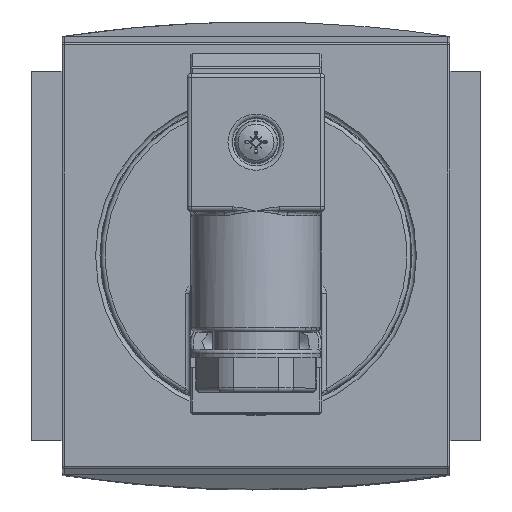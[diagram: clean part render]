
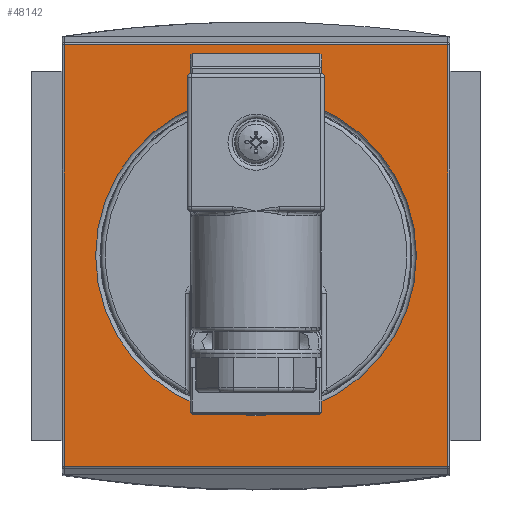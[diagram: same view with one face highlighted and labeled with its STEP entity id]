
A CAD part, top view. The second image highlights one B-rep face of the part: STEP entity #48142.
In plain terms, the highlighted planar face has unit normal (0, 0, 1).
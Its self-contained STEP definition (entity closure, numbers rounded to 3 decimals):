
#47946=CARTESIAN_POINT('',(-22.25,-24.458,34.));
#47947=VERTEX_POINT('',#47946);
#47955=CARTESIAN_POINT('',(-22.25,24.431,34.));
#47956=VERTEX_POINT('',#47955);
#47957=CARTESIAN_POINT('',(-22.25,-24.458,34.));
#47958=DIRECTION('',(0.0,1.0,0.0));
#47959=VECTOR('',#47958,48.889);
#47960=LINE('',#47957,#47959);
#47961=EDGE_CURVE('',#47947,#47956,#47960,.T.);
#48089=CARTESIAN_POINT('',(22.25,24.431,34.0));
#48090=VERTEX_POINT('',#48089);
#48091=CARTESIAN_POINT('',(-22.25,24.431,34.));
#48092=DIRECTION('',(1.0,0.0,0.0));
#48093=VECTOR('',#48092,44.5);
#48094=LINE('',#48091,#48093);
#48095=EDGE_CURVE('',#47956,#48090,#48094,.T.);
#48108=CARTESIAN_POINT('',(0.,0.,34.0));
#48109=DIRECTION('',(0.0,0.0,-1.0));
#48110=DIRECTION('',(0.0,1.0,0.0));
#48111=AXIS2_PLACEMENT_3D('',#48108,#48109,#48110);
#48112=PLANE('',#48111);
#48113=ORIENTED_EDGE('',*,*,#47961,.F.);
#48114=CARTESIAN_POINT('',(22.25,-24.458,34.0));
#48115=VERTEX_POINT('',#48114);
#48116=CARTESIAN_POINT('',(22.25,-24.458,34.));
#48117=DIRECTION('',(-1.0,0.0,0.0));
#48118=VECTOR('',#48117,44.5);
#48119=LINE('',#48116,#48118);
#48120=EDGE_CURVE('',#48115,#47947,#48119,.T.);
#48121=ORIENTED_EDGE('',*,*,#48120,.F.);
#48122=CARTESIAN_POINT('',(22.25,24.431,34.0));
#48123=DIRECTION('',(0.0,-1.0,0.0));
#48124=VECTOR('',#48123,48.889);
#48125=LINE('',#48122,#48124);
#48126=EDGE_CURVE('',#48090,#48115,#48125,.T.);
#48127=ORIENTED_EDGE('',*,*,#48126,.F.);
#48128=ORIENTED_EDGE('',*,*,#48095,.F.);
#48129=EDGE_LOOP('',(#48113,#48121,#48127,#48128));
#48130=FACE_OUTER_BOUND('',#48129,.T.);
#48131=CARTESIAN_POINT('',(0.,18.6,34.0));
#48132=VERTEX_POINT('',#48131);
#48133=CARTESIAN_POINT('',(0.,0.,34.0));
#48134=DIRECTION('',(0.0,0.0,-1.0));
#48135=DIRECTION('',(0.0,-1.0,0.0));
#48136=AXIS2_PLACEMENT_3D('',#48133,#48134,#48135);
#48137=CIRCLE('',#48136,18.6);
#48138=EDGE_CURVE('',#48132,#48132,#48137,.T.);
#48139=ORIENTED_EDGE('',*,*,#48138,.T.);
#48140=EDGE_LOOP('',(#48139));
#48141=FACE_BOUND('',#48140,.T.);
#48142=ADVANCED_FACE('',(#48130,#48141),#48112,.F.);
